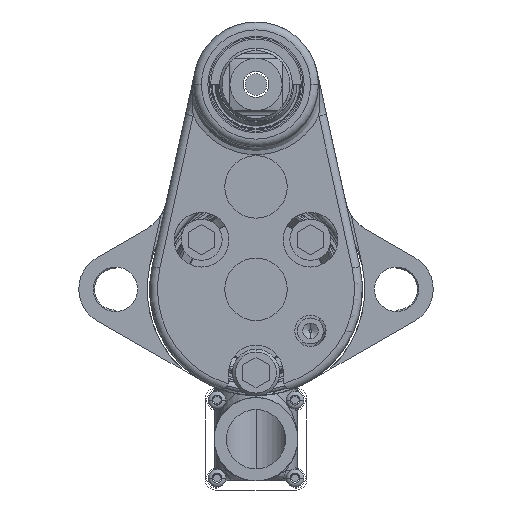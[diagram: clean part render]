
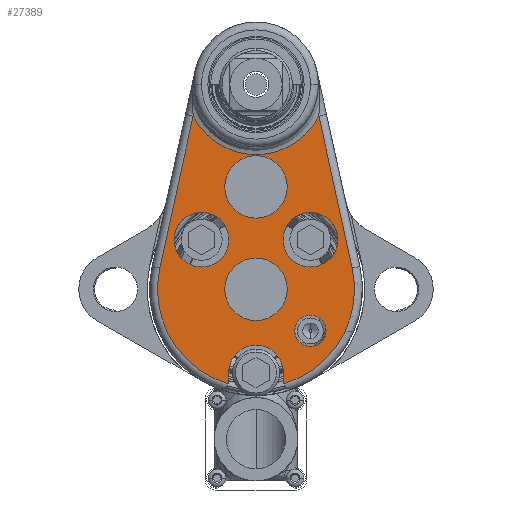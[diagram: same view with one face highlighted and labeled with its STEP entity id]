
A CAD part, left-side view. The second image highlights one B-rep face of the part: STEP entity #27389.
In plain terms, the highlighted planar face has unit normal (-1, 0, 0).
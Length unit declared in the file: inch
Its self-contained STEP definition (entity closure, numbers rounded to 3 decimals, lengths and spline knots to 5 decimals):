
#26792=CARTESIAN_POINT('',(-18.0529,0.005,0.));
#26793=DIRECTION('',(-1.,0.,0.));
#26794=DIRECTION('',(0.,0.,-1.));
#26795=AXIS2_PLACEMENT_3D('',#26792,#26793,#26794);
#26797=CARTESIAN_POINT('',(-18.0529,0.005,0.));
#26798=DIRECTION('',(-1.,0.,0.));
#26799=DIRECTION('',(0.,0.,1.));
#26800=AXIS2_PLACEMENT_3D('',#26797,#26798,#26799);
#26802=CARTESIAN_POINT('',(-18.0529,0.005,1.2293));
#26803=DIRECTION('',(-1.,0.,0.));
#26804=DIRECTION('',(0.,0.,-1.));
#26805=AXIS2_PLACEMENT_3D('',#26802,#26803,#26804);
#26807=CARTESIAN_POINT('',(-18.0529,0.005,1.2293));
#26808=DIRECTION('',(-1.,0.,0.));
#26809=DIRECTION('',(0.,0.,1.));
#26810=AXIS2_PLACEMENT_3D('',#26807,#26808,#26809);
#26812=CARTESIAN_POINT('',(-18.0529,0.658,0.595));
#26813=DIRECTION('',(1.,0.,0.));
#26814=DIRECTION('',(0.,0.,-1.));
#26815=AXIS2_PLACEMENT_3D('',#26812,#26813,#26814);
#26817=CARTESIAN_POINT('',(-18.0529,0.658,0.595));
#26818=DIRECTION('',(1.,0.,0.));
#26819=DIRECTION('',(0.,0.,1.));
#26820=AXIS2_PLACEMENT_3D('',#26817,#26818,#26819);
#26822=CARTESIAN_POINT('',(-18.0529,-0.648,0.595));
#26823=DIRECTION('',(-1.,0.,0.));
#26824=DIRECTION('',(0.,0.,-1.));
#26825=AXIS2_PLACEMENT_3D('',#26822,#26823,#26824);
#26827=CARTESIAN_POINT('',(-18.0529,-0.648,0.595));
#26828=DIRECTION('',(-1.,0.,0.));
#26829=DIRECTION('',(0.,0.,1.));
#26830=AXIS2_PLACEMENT_3D('',#26827,#26828,#26829);
#26832=CARTESIAN_POINT('',(-18.0529,-0.417,-1.10517));
#26833=DIRECTION('',(-1.,0.,0.));
#26834=DIRECTION('',(0.,1.,0.));
#26835=AXIS2_PLACEMENT_3D('',#26832,#26833,#26834);
#26837=DIRECTION('',(0.,0.,1.));
#26838=VECTOR('',#26837,0.10517);
#26839=CARTESIAN_POINT('',(-18.0529,-0.323,-1.10517));
#26840=LINE('',#26839,#26838);
#26841=CARTESIAN_POINT('',(-18.0529,0.005,-1.));
#26842=DIRECTION('',(-1.,0.,0.));
#26843=DIRECTION('',(0.,-1.,0.));
#26844=AXIS2_PLACEMENT_3D('',#26841,#26842,#26843);
#26846=DIRECTION('',(0.,0.,-1.));
#26847=VECTOR('',#26846,0.10517);
#26848=CARTESIAN_POINT('',(-18.0529,0.333,-1.));
#26849=LINE('',#26848,#26847);
#26850=CARTESIAN_POINT('',(-18.0529,0.427,-1.10517));
#26851=DIRECTION('',(-1.,0.,0.));
#26852=DIRECTION('',(0.,-0.948,-0.319));
#26853=AXIS2_PLACEMENT_3D('',#26850,#26851,#26852);
#26855=CARTESIAN_POINT('',(-18.0529,-0.648,-0.5));
#26856=DIRECTION('',(-1.,0.,0.));
#26857=DIRECTION('',(0.,0.,1.));
#26858=AXIS2_PLACEMENT_3D('',#26855,#26856,#26857);
#26860=CARTESIAN_POINT('',(-18.0529,-0.648,-0.5));
#26861=DIRECTION('',(-1.,0.,0.));
#26862=DIRECTION('',(0.,0.,-1.));
#26863=AXIS2_PLACEMENT_3D('',#26860,#26861,#26862);
#27023=CARTESIAN_POINT('',(-18.0529,0.005,0.));
#27024=DIRECTION('',(-1.,0.,0.));
#27025=DIRECTION('',(0.,-0.281,-0.96));
#27026=AXIS2_PLACEMENT_3D('',#27023,#27024,#27025);
#27053=CARTESIAN_POINT('',(-18.0529,0.005,0.));
#27054=DIRECTION('',(-1.,0.,0.));
#27055=DIRECTION('',(0.,0.977,0.214));
#27056=AXIS2_PLACEMENT_3D('',#27053,#27054,#27055);
#27058=DIRECTION('',(0.,0.214,0.977));
#27059=VECTOR('',#27058,1.87083);
#27060=CARTESIAN_POINT('',(-18.0529,-1.15051,0.25353));
#27061=LINE('',#27060,#27059);
#27115=CARTESIAN_POINT('',(-18.0529,0.005,2.459));
#27116=DIRECTION('',(1.,0.,0.));
#27117=DIRECTION('',(0.,-0.894,-0.448));
#27118=AXIS2_PLACEMENT_3D('',#27115,#27116,#27117);
#27128=CARTESIAN_POINT('',(-18.0529,0.75957,
2.08089));
#27140=DIRECTION('',(0.,0.214,-0.977));
#27141=VECTOR('',#27140,1.87083);
#27142=CARTESIAN_POINT('',(-18.0529,0.75957,
2.08089));
#27143=LINE('',#27142,#27141);
#27247=VERTEX_POINT('',#27128);
#27249=CARTESIAN_POINT('',(-18.0529,1.16051,0.25353));
#27250=VERTEX_POINT('',#27249);
#27253=CARTESIAN_POINT('',(-18.0529,-1.15051,0.25353));
#27254=CARTESIAN_POINT('',(-18.0529,-0.74957,
2.08089));
#27255=VERTEX_POINT('',#27253);
#27256=VERTEX_POINT('',#27254);
#27266=CARTESIAN_POINT('',(-18.0529,0.005,-0.375));
#27267=CARTESIAN_POINT('',(-18.0529,0.005,0.375));
#27268=VERTEX_POINT('',#27266);
#27269=VERTEX_POINT('',#27267);
#27274=CARTESIAN_POINT('',(-18.0529,0.005,0.8543));
#27275=CARTESIAN_POINT('',(-18.0529,0.005,1.6043));
#27276=VERTEX_POINT('',#27274);
#27277=VERTEX_POINT('',#27275);
#27282=CARTESIAN_POINT('',(-18.0529,0.658,0.2665));
#27283=CARTESIAN_POINT('',(-18.0529,0.658,0.9235));
#27284=VERTEX_POINT('',#27282);
#27285=VERTEX_POINT('',#27283);
#27286=CARTESIAN_POINT('',(-18.0529,-0.648,0.2665));
#27287=CARTESIAN_POINT('',(-18.0529,-0.648,0.9235));
#27288=VERTEX_POINT('',#27286);
#27289=VERTEX_POINT('',#27287);
#27290=CARTESIAN_POINT('',(-18.0529,-0.323,-1.10517));
#27291=CARTESIAN_POINT('',(-18.0529,-0.32792,-1.13519));
#27292=VERTEX_POINT('',#27290);
#27293=VERTEX_POINT('',#27291);
#27294=CARTESIAN_POINT('',(-18.0529,-0.323,-1.));
#27295=VERTEX_POINT('',#27294);
#27296=CARTESIAN_POINT('',(-18.0529,0.333,-1.));
#27297=VERTEX_POINT('',#27296);
#27298=CARTESIAN_POINT('',(-18.0529,0.333,-1.10517));
#27299=VERTEX_POINT('',#27298);
#27300=CARTESIAN_POINT('',(-18.0529,0.33792,-1.13519));
#27301=VERTEX_POINT('',#27300);
#27328=CARTESIAN_POINT('',(-18.0529,-0.648,-0.6875));
#27329=CARTESIAN_POINT('',(-18.0529,-0.648,-0.3125));
#27330=VERTEX_POINT('',#27328);
#27331=VERTEX_POINT('',#27329);
#27332=CARTESIAN_POINT('',(-18.0529,0.005,0.));
#27333=DIRECTION('',(1.,0.,0.));
#27334=DIRECTION('',(0.,-1.,0.));
#27335=AXIS2_PLACEMENT_3D('',#27332,#27333,#27334);
#27336=PLANE('',#27335);
#27338=ORIENTED_EDGE('',*,*,#27337,.F.);
#27340=ORIENTED_EDGE('',*,*,#27339,.T.);
#27342=ORIENTED_EDGE('',*,*,#27341,.T.);
#27344=ORIENTED_EDGE('',*,*,#27343,.T.);
#27346=ORIENTED_EDGE('',*,*,#27345,.F.);
#27348=ORIENTED_EDGE('',*,*,#27347,.F.);
#27350=ORIENTED_EDGE('',*,*,#27349,.F.);
#27352=ORIENTED_EDGE('',*,*,#27351,.F.);
#27354=ORIENTED_EDGE('',*,*,#27353,.F.);
#27356=ORIENTED_EDGE('',*,*,#27355,.F.);
#27357=EDGE_LOOP('',(#27338,#27340,#27342,#27344,#27346,#27348,#27350,#27352,
#27354,#27356));
#27358=FACE_OUTER_BOUND('',#27357,.F.);
#27360=ORIENTED_EDGE('',*,*,#27359,.T.);
#27362=ORIENTED_EDGE('',*,*,#27361,.T.);
#27363=EDGE_LOOP('',(#27360,#27362));
#27364=FACE_BOUND('',#27363,.F.);
#27366=ORIENTED_EDGE('',*,*,#27365,.T.);
#27368=ORIENTED_EDGE('',*,*,#27367,.T.);
#27369=EDGE_LOOP('',(#27366,#27368));
#27370=FACE_BOUND('',#27369,.F.);
#27372=ORIENTED_EDGE('',*,*,#27371,.F.);
#27374=ORIENTED_EDGE('',*,*,#27373,.F.);
#27375=EDGE_LOOP('',(#27372,#27374));
#27376=FACE_BOUND('',#27375,.F.);
#27378=ORIENTED_EDGE('',*,*,#27377,.T.);
#27380=ORIENTED_EDGE('',*,*,#27379,.T.);
#27381=EDGE_LOOP('',(#27378,#27380));
#27382=FACE_BOUND('',#27381,.F.);
#27384=ORIENTED_EDGE('',*,*,#27383,.T.);
#27386=ORIENTED_EDGE('',*,*,#27385,.T.);
#27387=EDGE_LOOP('',(#27384,#27386));
#27388=FACE_BOUND('',#27387,.F.);
#27389=ADVANCED_FACE('',(#27358,#27364,#27370,#27376,#27382,#27388),#27336,.F.);
#26796=CIRCLE('',#26795,0.375);
#26801=CIRCLE('',#26800,0.375);
#26806=CIRCLE('',#26805,0.375);
#26811=CIRCLE('',#26810,0.375);
#26816=CIRCLE('',#26815,0.3285);
#26821=CIRCLE('',#26820,0.3285);
#26826=CIRCLE('',#26825,0.3285);
#26831=CIRCLE('',#26830,0.3285);
#26836=CIRCLE('',#26835,0.094);
#26845=CIRCLE('',#26844,0.328);
#26854=CIRCLE('',#26853,0.094);
#26859=CIRCLE('',#26858,0.1875);
#26864=CIRCLE('',#26863,0.1875);
#27027=CIRCLE('',#27026,1.183);
#27057=CIRCLE('',#27056,1.183);
#27119=CIRCLE('',#27118,0.844);
#27337=EDGE_CURVE('',#27292,#27293,#26836,.T.);
#27339=EDGE_CURVE('',#27292,#27295,#26840,.T.);
#27341=EDGE_CURVE('',#27295,#27297,#26845,.T.);
#27343=EDGE_CURVE('',#27297,#27299,#26849,.T.);
#27345=EDGE_CURVE('',#27301,#27299,#26854,.T.);
#27347=EDGE_CURVE('',#27250,#27301,#27057,.T.);
#27349=EDGE_CURVE('',#27247,#27250,#27143,.T.);
#27351=EDGE_CURVE('',#27256,#27247,#27119,.T.);
#27353=EDGE_CURVE('',#27255,#27256,#27061,.T.);
#27355=EDGE_CURVE('',#27293,#27255,#27027,.T.);
#27359=EDGE_CURVE('',#27268,#27269,#26796,.T.);
#27361=EDGE_CURVE('',#27269,#27268,#26801,.T.);
#27365=EDGE_CURVE('',#27276,#27277,#26806,.T.);
#27367=EDGE_CURVE('',#27277,#27276,#26811,.T.);
#27371=EDGE_CURVE('',#27284,#27285,#26816,.T.);
#27373=EDGE_CURVE('',#27285,#27284,#26821,.T.);
#27377=EDGE_CURVE('',#27288,#27289,#26826,.T.);
#27379=EDGE_CURVE('',#27289,#27288,#26831,.T.);
#27383=EDGE_CURVE('',#27331,#27330,#26859,.T.);
#27385=EDGE_CURVE('',#27330,#27331,#26864,.T.);
